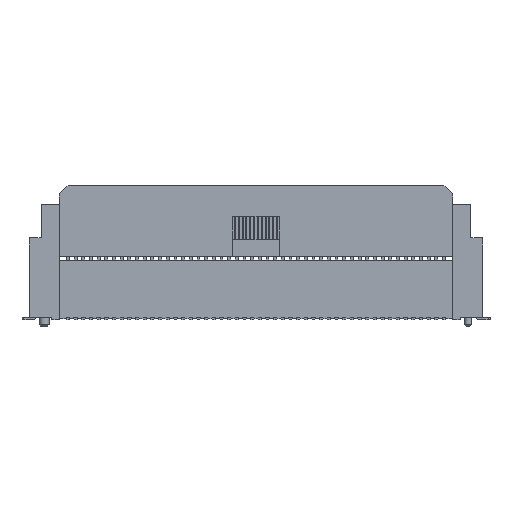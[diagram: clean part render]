
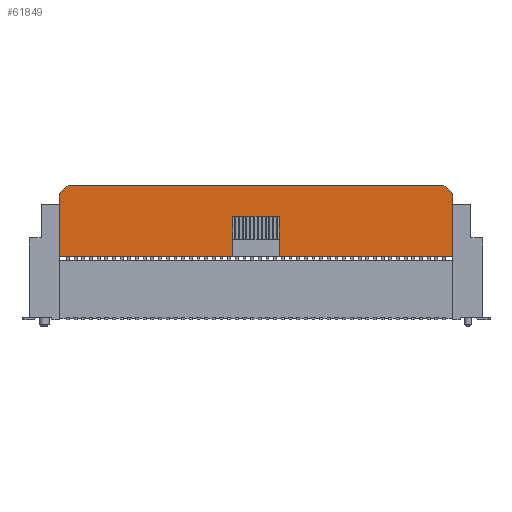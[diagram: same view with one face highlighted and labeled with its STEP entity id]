
A CAD part, top view. The second image highlights one B-rep face of the part: STEP entity #61849.
In plain terms, the highlighted planar face has unit normal (0, 0, 1).
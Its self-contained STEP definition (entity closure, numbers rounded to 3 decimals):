
#1305=DIRECTION('',(0.707,-0.707,0.));
#1306=VECTOR('',#1305,1.273);
#1307=CARTESIAN_POINT('',(19.6,14.,2.9));
#1308=LINE('',#1307,#1306);
#1309=DIRECTION('',(0.,-1.,0.));
#1310=VECTOR('',#1309,5.4);
#1311=CARTESIAN_POINT('',(20.5,12.,2.9));
#1312=LINE('',#1311,#1310);
#1313=DIRECTION('',(-1.,0.,0.));
#1314=VECTOR('',#1313,18.1);
#1315=CARTESIAN_POINT('',(20.5,6.6,2.9));
#1316=LINE('',#1315,#1314);
#1317=DIRECTION('',(-1.,0.,0.));
#1318=VECTOR('',#1317,18.1);
#1319=CARTESIAN_POINT('',(-2.4,6.6,2.9));
#1320=LINE('',#1319,#1318);
#1321=DIRECTION('',(0.,1.,0.));
#1322=VECTOR('',#1321,5.4);
#1323=CARTESIAN_POINT('',(-20.5,6.6,2.9));
#1324=LINE('',#1323,#1322);
#1325=DIRECTION('',(0.707,0.707,0.));
#1326=VECTOR('',#1325,1.273);
#1327=CARTESIAN_POINT('',(-20.5,13.1,2.9));
#1328=LINE('',#1327,#1326);
#1329=DIRECTION('',(1.,0.,0.));
#1330=VECTOR('',#1329,39.2);
#1331=CARTESIAN_POINT('',(-19.6,14.,2.9));
#1332=LINE('',#1331,#1330);
#1341=DIRECTION('',(0.,-1.,0.));
#1342=VECTOR('',#1341,1.1);
#1343=CARTESIAN_POINT('',(-20.5,13.1,2.9));
#1344=LINE('',#1343,#1342);
#2141=DIRECTION('',(0.,1.,0.));
#2142=VECTOR('',#2141,4.1);
#2143=CARTESIAN_POINT('',(-2.4,6.6,2.9));
#2144=LINE('',#2143,#2142);
#2153=DIRECTION('',(1.,0.,0.));
#2154=VECTOR('',#2153,4.8);
#2155=CARTESIAN_POINT('',(-2.4,10.7,2.9));
#2156=LINE('',#2155,#2154);
#2165=DIRECTION('',(0.,-1.,0.));
#2166=VECTOR('',#2165,4.1);
#2167=CARTESIAN_POINT('',(2.4,10.7,2.9));
#2168=LINE('',#2167,#2166);
#43245=DIRECTION('',(0.,-1.,0.));
#43246=VECTOR('',#43245,1.1);
#43247=CARTESIAN_POINT('',(20.5,13.1,2.9));
#43248=LINE('',#43247,#43246);
#49561=CARTESIAN_POINT('',(-20.5,6.6,2.9));
#49562=VERTEX_POINT('',#49561);
#49563=CARTESIAN_POINT('',(-20.5,12.,2.9));
#49564=VERTEX_POINT('',#49563);
#51823=CARTESIAN_POINT('',(20.5,6.6,2.9));
#51824=VERTEX_POINT('',#51823);
#51825=CARTESIAN_POINT('',(2.4,6.6,2.9));
#51826=VERTEX_POINT('',#51825);
#51831=CARTESIAN_POINT('',(-2.4,6.6,2.9));
#51832=VERTEX_POINT('',#51831);
#54861=CARTESIAN_POINT('',(20.5,12.,2.9));
#54862=VERTEX_POINT('',#54861);
#54869=CARTESIAN_POINT('',(-19.6,14.,2.9));
#54870=CARTESIAN_POINT('',(19.6,14.,2.9));
#54871=VERTEX_POINT('',#54869);
#54872=VERTEX_POINT('',#54870);
#54873=CARTESIAN_POINT('',(-20.5,13.1,2.9));
#54874=VERTEX_POINT('',#54873);
#54875=CARTESIAN_POINT('',(-2.4,10.7,2.9));
#54876=VERTEX_POINT('',#54875);
#54877=CARTESIAN_POINT('',(2.4,10.7,2.9));
#54878=VERTEX_POINT('',#54877);
#54879=CARTESIAN_POINT('',(20.5,13.1,2.9));
#54880=VERTEX_POINT('',#54879);
#61822=CARTESIAN_POINT('',(0.,10.3,2.9));
#61823=DIRECTION('',(0.,0.,1.));
#61824=DIRECTION('',(-1.,0.,0.));
#61825=AXIS2_PLACEMENT_3D('',#61822,#61823,#61824);
#61826=PLANE('',#61825);
#61828=ORIENTED_EDGE('',*,*,#61827,.T.);
#61830=ORIENTED_EDGE('',*,*,#61829,.T.);
#61832=ORIENTED_EDGE('',*,*,#61831,.T.);
#61833=ORIENTED_EDGE('',*,*,#60377,.T.);
#61834=ORIENTED_EDGE('',*,*,#60416,.T.);
#61836=ORIENTED_EDGE('',*,*,#61835,.F.);
#61838=ORIENTED_EDGE('',*,*,#61837,.F.);
#61840=ORIENTED_EDGE('',*,*,#61839,.F.);
#61841=ORIENTED_EDGE('',*,*,#60408,.T.);
#61842=ORIENTED_EDGE('',*,*,#59299,.T.);
#61844=ORIENTED_EDGE('',*,*,#61843,.F.);
#61846=ORIENTED_EDGE('',*,*,#61845,.T.);
#61847=EDGE_LOOP('',(#61828,#61830,#61832,#61833,#61834,#61836,#61838,#61840,
#61841,#61842,#61844,#61846));
#61848=FACE_OUTER_BOUND('',#61847,.F.);
#61849=ADVANCED_FACE('',(#61848),#61826,.T.);
#59299=EDGE_CURVE('',#49562,#49564,#1324,.T.);
#60377=EDGE_CURVE('',#54862,#51824,#1312,.T.);
#60408=EDGE_CURVE('',#51832,#49562,#1320,.T.);
#60416=EDGE_CURVE('',#51824,#51826,#1316,.T.);
#61827=EDGE_CURVE('',#54871,#54872,#1332,.T.);
#61829=EDGE_CURVE('',#54872,#54880,#1308,.T.);
#61831=EDGE_CURVE('',#54880,#54862,#43248,.T.);
#61835=EDGE_CURVE('',#54878,#51826,#2168,.T.);
#61837=EDGE_CURVE('',#54876,#54878,#2156,.T.);
#61839=EDGE_CURVE('',#51832,#54876,#2144,.T.);
#61843=EDGE_CURVE('',#54874,#49564,#1344,.T.);
#61845=EDGE_CURVE('',#54874,#54871,#1328,.T.);
